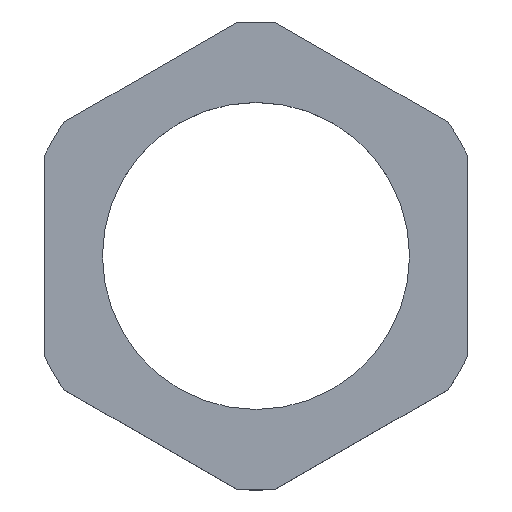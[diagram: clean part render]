
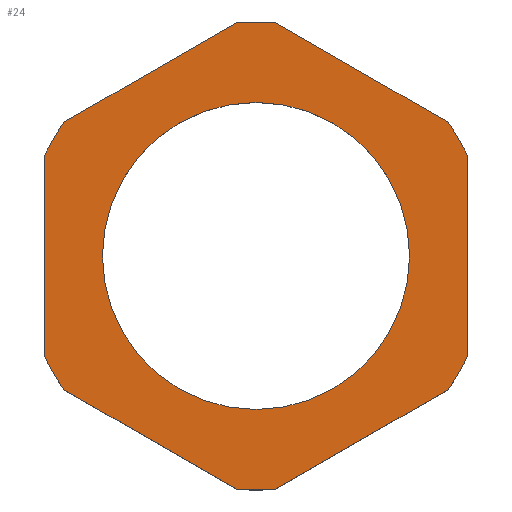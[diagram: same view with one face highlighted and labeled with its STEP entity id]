
A CAD part, top view. The second image highlights one B-rep face of the part: STEP entity #24.
In plain terms, the highlighted planar face has unit normal (0, 0, 1).
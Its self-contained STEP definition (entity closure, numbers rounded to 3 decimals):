
#4 = VERTEX_POINT ( 'NONE', #192 ) ;
#10 = CIRCLE ( 'NONE', #323, 11.05 ) ;
#23 = CARTESIAN_POINT ( 'NONE',  ( -0.929, 11.011, 3. ) ) ;
#24 = ADVANCED_FACE ( 'NONE', ( #243, #445 ), #320, .T. ) ;
#26 = LINE ( 'NONE', #334, #130 ) ;
#30 = DIRECTION ( 'NONE',  ( 0., -1., 0. ) ) ;
#31 = VERTEX_POINT ( 'NONE', #181 ) ;
#39 = VERTEX_POINT ( 'NONE', #476 ) ;
#43 = DIRECTION ( 'NONE',  ( 0., 0., 1. ) ) ;
#50 = AXIS2_PLACEMENT_3D ( 'NONE', #378, #77, #340 ) ;
#54 = CARTESIAN_POINT ( 'NONE',  ( 0., 0., 3. ) ) ;
#65 = VERTEX_POINT ( 'NONE', #92 ) ;
#77 = DIRECTION ( 'NONE',  ( 0., 0., 1. ) ) ;
#78 = EDGE_LOOP ( 'NONE', ( #377, #302, #505, #210, #91, #481, #197, #506, #145, #499, #403, #520 ) ) ;
#86 = DIRECTION ( 'NONE',  ( 1., 0., 0. ) ) ;
#91 = ORIENTED_EDGE ( 'NONE', *, *, #228, .T. ) ;
#92 = CARTESIAN_POINT ( 'NONE',  ( -9.071, 6.31, 3. ) ) ;
#95 = CIRCLE ( 'NONE', #540, 11.05 ) ;
#100 = EDGE_CURVE ( 'NONE', #229, #31, #441, .T. ) ;
#120 = CARTESIAN_POINT ( 'NONE',  ( 9.071, 6.31, 3. ) ) ;
#123 = CIRCLE ( 'NONE', #352, 11.05 ) ;
#130 = VECTOR ( 'NONE', #251, 1000. ) ;
#136 = VERTEX_POINT ( 'NONE', #507 ) ;
#144 = VECTOR ( 'NONE', #207, 1000. ) ;
#145 = ORIENTED_EDGE ( 'NONE', *, *, #225, .T. ) ;
#157 = VECTOR ( 'NONE', #459, 1000. ) ;
#162 = VERTEX_POINT ( 'NONE', #173 ) ;
#163 = CARTESIAN_POINT ( 'NONE',  ( 9.071, 6.31, 3. ) ) ;
#173 = CARTESIAN_POINT ( 'NONE',  ( -10., 4.701, 3. ) ) ;
#174 = VECTOR ( 'NONE', #541, 1000. ) ;
#175 = DIRECTION ( 'NONE',  ( 1., 0., 0. ) ) ;
#181 = CARTESIAN_POINT ( 'NONE',  ( 9.071, -6.31, 3. ) ) ;
#190 = DIRECTION ( 'NONE',  ( 0., 0., 1. ) ) ;
#191 = CIRCLE ( 'NONE', #50, 11.05 ) ;
#192 = CARTESIAN_POINT ( 'NONE',  ( 7.25, 0., 3. ) ) ;
#195 = EDGE_CURVE ( 'NONE', #253, #136, #353, .T. ) ;
#197 = ORIENTED_EDGE ( 'NONE', *, *, #215, .T. ) ;
#207 = DIRECTION ( 'NONE',  ( 0.866, -0.5, 0. ) ) ;
#210 = ORIENTED_EDGE ( 'NONE', *, *, #394, .T. ) ;
#215 = EDGE_CURVE ( 'NONE', #31, #285, #123, .T. ) ;
#222 = CARTESIAN_POINT ( 'NONE',  ( 0., 0., 3. ) ) ;
#225 = EDGE_CURVE ( 'NONE', #279, #421, #10, .T. ) ;
#227 = DIRECTION ( 'NONE',  ( 0., 0., 1. ) ) ;
#228 = EDGE_CURVE ( 'NONE', #39, #229, #479, .T. ) ;
#229 = VERTEX_POINT ( 'NONE', #522 ) ;
#231 = CARTESIAN_POINT ( 'NONE',  ( 0., 0., 3. ) ) ;
#239 = DIRECTION ( 'NONE',  ( 0., 0., 1. ) ) ;
#241 = VECTOR ( 'NONE', #274, 1000. ) ;
#243 = FACE_BOUND ( 'NONE', #411, .T. ) ;
#244 = CIRCLE ( 'NONE', #488, 7.25 ) ;
#249 = LINE ( 'NONE', #498, #482 ) ;
#250 = EDGE_CURVE ( 'NONE', #513, #4, #244, .T. ) ;
#251 = DIRECTION ( 'NONE',  ( -0.866, -0.5, 0. ) ) ;
#252 = CARTESIAN_POINT ( 'NONE',  ( 0., 0., 3. ) ) ;
#253 = VERTEX_POINT ( 'NONE', #267 ) ;
#256 = EDGE_CURVE ( 'NONE', #4, #513, #341, .T. ) ;
#257 = CARTESIAN_POINT ( 'NONE',  ( -9.071, -6.31, 3. ) ) ;
#264 = DIRECTION ( 'NONE',  ( 1., 0., 0. ) ) ;
#267 = CARTESIAN_POINT ( 'NONE',  ( -10., -4.701, 3. ) ) ;
#270 = DIRECTION ( 'NONE',  ( 1., 0., 0. ) ) ;
#272 = AXIS2_PLACEMENT_3D ( 'NONE', #347, #389, #86 ) ;
#274 = DIRECTION ( 'NONE',  ( 0.866, 0.5, 0. ) ) ;
#275 = DIRECTION ( 'NONE',  ( 1., 0., 0. ) ) ;
#279 = VERTEX_POINT ( 'NONE', #425 ) ;
#280 = EDGE_CURVE ( 'NONE', #401, #530, #95, .T. ) ;
#285 = VERTEX_POINT ( 'NONE', #508 ) ;
#292 = CARTESIAN_POINT ( 'NONE',  ( 10., -4.701, 3. ) ) ;
#301 = CARTESIAN_POINT ( 'NONE',  ( 0., 0., 3. ) ) ;
#302 = ORIENTED_EDGE ( 'NONE', *, *, #446, .T. ) ;
#303 = DIRECTION ( 'NONE',  ( 1., 0., 0. ) ) ;
#308 = EDGE_CURVE ( 'NONE', #65, #162, #191, .T. ) ;
#320 = PLANE ( 'NONE',  #390 ) ;
#323 = AXIS2_PLACEMENT_3D ( 'NONE', #54, #239, #426 ) ;
#334 = CARTESIAN_POINT ( 'NONE',  ( -0.929, 11.011, 3. ) ) ;
#337 = EDGE_CURVE ( 'NONE', #421, #401, #399, .T. ) ;
#340 = DIRECTION ( 'NONE',  ( 1., 0., 0. ) ) ;
#341 = CIRCLE ( 'NONE', #514, 7.25 ) ;
#345 = CARTESIAN_POINT ( 'NONE',  ( 0., 0., 3. ) ) ;
#347 = CARTESIAN_POINT ( 'NONE',  ( 0., 0., 3. ) ) ;
#352 = AXIS2_PLACEMENT_3D ( 'NONE', #231, #190, #275 ) ;
#353 = CIRCLE ( 'NONE', #272, 11.05 ) ;
#362 = EDGE_CURVE ( 'NONE', #285, #279, #369, .T. ) ;
#368 = CARTESIAN_POINT ( 'NONE',  ( -7.25, 0., 3. ) ) ;
#369 = LINE ( 'NONE', #292, #174 ) ;
#377 = ORIENTED_EDGE ( 'NONE', *, *, #308, .T. ) ;
#378 = CARTESIAN_POINT ( 'NONE',  ( 0., 0., 3. ) ) ;
#389 = DIRECTION ( 'NONE',  ( 0., 0., 1. ) ) ;
#390 = AXIS2_PLACEMENT_3D ( 'NONE', #515, #227, #270 ) ;
#394 = EDGE_CURVE ( 'NONE', #136, #39, #494, .T. ) ;
#399 = LINE ( 'NONE', #120, #157 ) ;
#401 = VERTEX_POINT ( 'NONE', #454 ) ;
#403 = ORIENTED_EDGE ( 'NONE', *, *, #280, .T. ) ;
#404 = AXIS2_PLACEMENT_3D ( 'NONE', #252, #451, #471 ) ;
#411 = EDGE_LOOP ( 'NONE', ( #550, #537 ) ) ;
#421 = VERTEX_POINT ( 'NONE', #163 ) ;
#425 = CARTESIAN_POINT ( 'NONE',  ( 10., 4.701, 3. ) ) ;
#426 = DIRECTION ( 'NONE',  ( 1., 0., 0. ) ) ;
#440 = EDGE_CURVE ( 'NONE', #530, #65, #26, .T. ) ;
#441 = LINE ( 'NONE', #521, #241 ) ;
#445 = FACE_OUTER_BOUND ( 'NONE', #78, .T. ) ;
#446 = EDGE_CURVE ( 'NONE', #162, #253, #249, .T. ) ;
#451 = DIRECTION ( 'NONE',  ( 0., 0., 1. ) ) ;
#454 = CARTESIAN_POINT ( 'NONE',  ( 0.929, 11.011, 3. ) ) ;
#459 = DIRECTION ( 'NONE',  ( -0.866, 0.5, 0. ) ) ;
#465 = DIRECTION ( 'NONE',  ( 0., 0., 1. ) ) ;
#471 = DIRECTION ( 'NONE',  ( 1., 0., 0. ) ) ;
#476 = CARTESIAN_POINT ( 'NONE',  ( -0.929, -11.011, 3. ) ) ;
#479 = CIRCLE ( 'NONE', #404, 11.05 ) ;
#481 = ORIENTED_EDGE ( 'NONE', *, *, #100, .T. ) ;
#482 = VECTOR ( 'NONE', #30, 1000. ) ;
#488 = AXIS2_PLACEMENT_3D ( 'NONE', #345, #43, #303 ) ;
#494 = LINE ( 'NONE', #257, #144 ) ;
#498 = CARTESIAN_POINT ( 'NONE',  ( -10., 4.701, 3. ) ) ;
#499 = ORIENTED_EDGE ( 'NONE', *, *, #337, .T. ) ;
#505 = ORIENTED_EDGE ( 'NONE', *, *, #195, .T. ) ;
#506 = ORIENTED_EDGE ( 'NONE', *, *, #362, .T. ) ;
#507 = CARTESIAN_POINT ( 'NONE',  ( -9.071, -6.31, 3. ) ) ;
#508 = CARTESIAN_POINT ( 'NONE',  ( 10., -4.701, 3. ) ) ;
#513 = VERTEX_POINT ( 'NONE', #368 ) ;
#514 = AXIS2_PLACEMENT_3D ( 'NONE', #222, #465, #175 ) ;
#515 = CARTESIAN_POINT ( 'NONE',  ( 0., 0., 3. ) ) ;
#520 = ORIENTED_EDGE ( 'NONE', *, *, #440, .T. ) ;
#521 = CARTESIAN_POINT ( 'NONE',  ( 0.929, -11.011, 3. ) ) ;
#522 = CARTESIAN_POINT ( 'NONE',  ( 0.929, -11.011, 3. ) ) ;
#530 = VERTEX_POINT ( 'NONE', #23 ) ;
#537 = ORIENTED_EDGE ( 'NONE', *, *, #250, .F. ) ;
#540 = AXIS2_PLACEMENT_3D ( 'NONE', #301, #551, #264 ) ;
#541 = DIRECTION ( 'NONE',  ( 0., 1., 0. ) ) ;
#550 = ORIENTED_EDGE ( 'NONE', *, *, #256, .F. ) ;
#551 = DIRECTION ( 'NONE',  ( 0., 0., 1. ) ) ;
